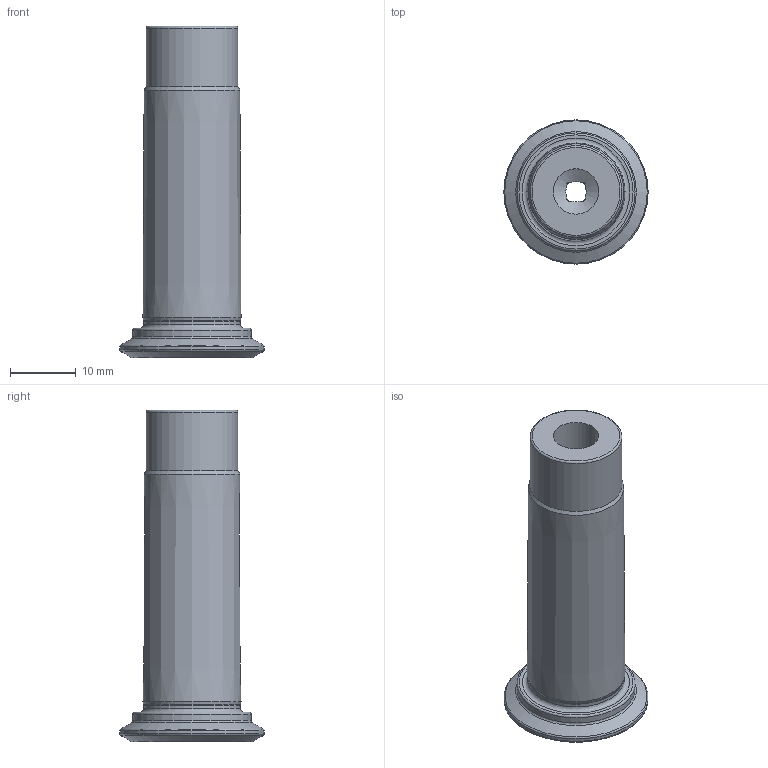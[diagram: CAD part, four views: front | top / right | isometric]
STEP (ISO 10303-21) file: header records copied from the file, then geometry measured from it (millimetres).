
FILE_DESCRIPTION(/* description */ (''),/* implementation_level */ '2;1');
FILE_NAME(/* name */ '171503505.stp',/* time_stamp */ '2022-03-24T15:50:48',/* author */ ('LRA'),/* organization */ ('REGO-FIX'),/* preprocessor_version */ ' Unknown',/* originating_system */ 'SIEMENS PLM Software Solid Edge ST10',/* authorization */ 'Unknown');
FILE_SCHEMA (('AUTOMOTIVE_DESIGN { 1 0 10303 214 2 1 1}'));
Length unit declared in the file: millimetre
Products named in the file (1): NOCUT
Bounding box: 22 x 22 x 50.5 mm (x, y, z)
Volume: 8032.9 mm3; surface area: 3763.1 mm2
Topology: 1 solids, 1 shells, 44 faces, 104 edges, 65 vertices
Faces by surface type: cylinder 16, plane 13, torus 8, cone 7
Full cylindrical faces by diameter (mm): 3.5 x1, 4.1 x1, 6.917 x1, 7 x1, 14 x1, 14.7 x1, 18 x1, 22 x1
Entity records: 1459 total; most frequent: DIRECTION 206, CARTESIAN_POINT 206, ORIENTED_EDGE 150, AXIS2_PLACEMENT_3D 91, EDGE_CURVE 75, EDGE_LOOP 72, FACE_BOUND 72, VERTEX_POINT 59
